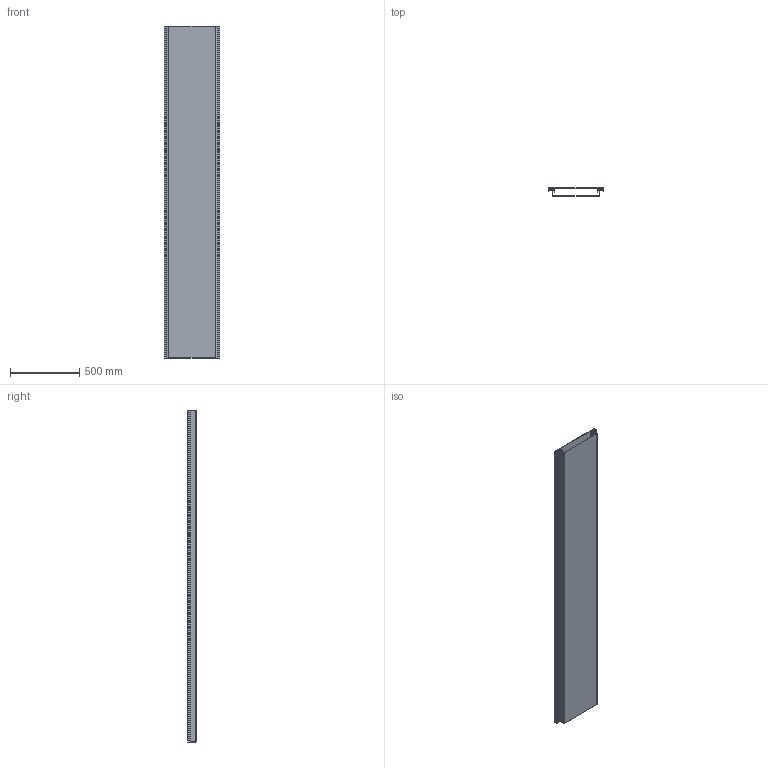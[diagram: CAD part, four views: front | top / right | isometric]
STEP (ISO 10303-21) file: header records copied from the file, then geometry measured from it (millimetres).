
FILE_DESCRIPTION((''),'2;1');
FILE_NAME('7424422_ASM','2016-01-22T',('AndreasKeweloh'),(''),'CREO PARAMETRIC BY PTC INC, 2015290','CREO PARAMETRIC BY PTC INC, 2015290','');
FILE_SCHEMA(('CONFIG_CONTROL_DESIGN'));
Length unit declared in the file: millimetre
Products named in the file (5): 43423G; 32812B; 43422F; 43928B; 7424422_ASM
Assembly tree (8 placements, depth 2):
  7424422_ASM
    43423G  x2
    32812B  x2
    43422F  x3
    43928B
Bounding box: 402.9 x 60 x 2400 mm (x, y, z)
Volume: 6601409.1 mm3; surface area: 6071721.2 mm2
Topology: 8 solids, 8 shells, 464 faces, 1308 edges, 860 vertices
Faces by surface type: cylinder 216, plane 212, cone 36
Entity records: 7523 total; most frequent: DIRECTION 1326, CARTESIAN_POINT 1313, ORIENTED_EDGE 1272, EDGE_CURVE 636, AXIS2_PLACEMENT_3D 455, VERTEX_POINT 420, VECTOR 416, LINE 416
